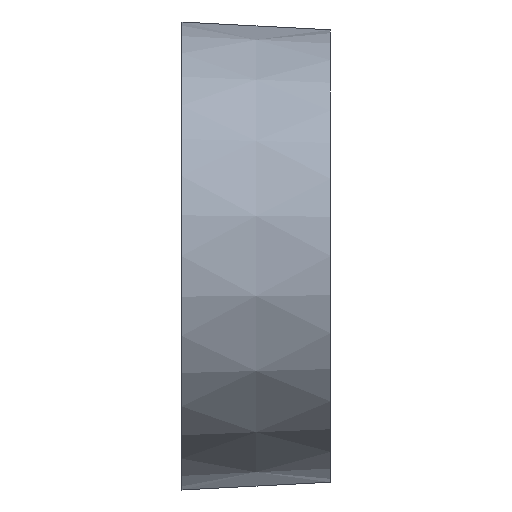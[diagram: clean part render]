
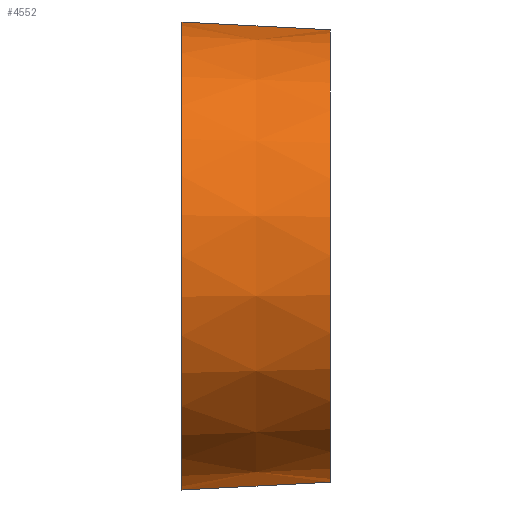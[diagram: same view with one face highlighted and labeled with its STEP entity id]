
A CAD part, left-side view. The second image highlights one B-rep face of the part: STEP entity #4552.
In plain terms, the highlighted conical face has half-angle 3 degrees and reference radius 220 mm.
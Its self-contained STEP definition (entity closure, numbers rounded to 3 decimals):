
#93 = DIRECTION ( 'NONE',  ( 0., -1., 0. ) ) ;
#698 = EDGE_CURVE ( 'NONE', #2584, #1015, #7818, .T. ) ;
#942 = EDGE_CURVE ( 'NONE', #2584, #4857, #3257, .T. ) ;
#1015 = VERTEX_POINT ( 'NONE', #7322 ) ;
#1127 = DIRECTION ( 'NONE',  ( 0., 0., 1. ) ) ;
#1576 = DIRECTION ( 'NONE',  ( 0., 0., 1. ) ) ;
#1744 = DIRECTION ( 'NONE',  ( 0., 1., 0. ) ) ;
#1860 = CARTESIAN_POINT ( 'NONE',  ( -230., 0., 220. ) ) ;
#2327 = CONICAL_SURFACE ( 'NONE', #4090, 220., 0.052 ) ;
#2584 = VERTEX_POINT ( 'NONE', #3436 ) ;
#3026 = VERTEX_POINT ( 'NONE', #6665 ) ;
#3101 = DIRECTION ( 'NONE',  ( 0., 0., 1. ) ) ;
#3257 = CIRCLE ( 'NONE', #5746, 212.663 ) ;
#3354 = DIRECTION ( 'NONE',  ( 0., 1., 0. ) ) ;
#3381 = CARTESIAN_POINT ( 'NONE',  ( -230., 0., 0. ) ) ;
#3436 = CARTESIAN_POINT ( 'NONE',  ( -230., -140., 212.663 ) ) ;
#3469 = VECTOR ( 'NONE', #5371, 1000. ) ;
#3606 = CARTESIAN_POINT ( 'NONE',  ( -230., 0., 0. ) ) ;
#4090 = AXIS2_PLACEMENT_3D ( 'NONE', #3381, #3354, #1576 ) ;
#4552 = ADVANCED_FACE ( 'NONE', ( #7066 ), #2327, .T. ) ;
#4621 = CARTESIAN_POINT ( 'NONE',  ( -230., -140., -212.663 ) ) ;
#4818 = DIRECTION ( 'NONE',  ( 0., 0.999, 0.052 ) ) ;
#4857 = VERTEX_POINT ( 'NONE', #4621 ) ;
#5113 = EDGE_CURVE ( 'NONE', #4857, #3026, #6667, .T. ) ;
#5287 = EDGE_LOOP ( 'NONE', ( #7780, #6920, #5902, #7024 ) ) ;
#5371 = DIRECTION ( 'NONE',  ( 0., 0.999, -0.052 ) ) ;
#5746 = AXIS2_PLACEMENT_3D ( 'NONE', #6768, #93, #3101 ) ;
#5902 = ORIENTED_EDGE ( 'NONE', *, *, #7646, .F. ) ;
#5991 = VECTOR ( 'NONE', #4818, 1000. ) ;
#6665 = CARTESIAN_POINT ( 'NONE',  ( -230., 0., -220. ) ) ;
#6667 = LINE ( 'NONE', #7241, #3469 ) ;
#6768 = CARTESIAN_POINT ( 'NONE',  ( -230., -140., 0. ) ) ;
#6920 = ORIENTED_EDGE ( 'NONE', *, *, #698, .T. ) ;
#6971 = CIRCLE ( 'NONE', #7700, 220. ) ;
#7024 = ORIENTED_EDGE ( 'NONE', *, *, #5113, .F. ) ;
#7066 = FACE_OUTER_BOUND ( 'NONE', #5287, .T. ) ;
#7241 = CARTESIAN_POINT ( 'NONE',  ( -230., 0., -220. ) ) ;
#7322 = CARTESIAN_POINT ( 'NONE',  ( -230., 0., 220. ) ) ;
#7646 = EDGE_CURVE ( 'NONE', #3026, #1015, #6971, .T. ) ;
#7700 = AXIS2_PLACEMENT_3D ( 'NONE', #3606, #1744, #1127 ) ;
#7780 = ORIENTED_EDGE ( 'NONE', *, *, #942, .F. ) ;
#7818 = LINE ( 'NONE', #1860, #5991 ) ;
